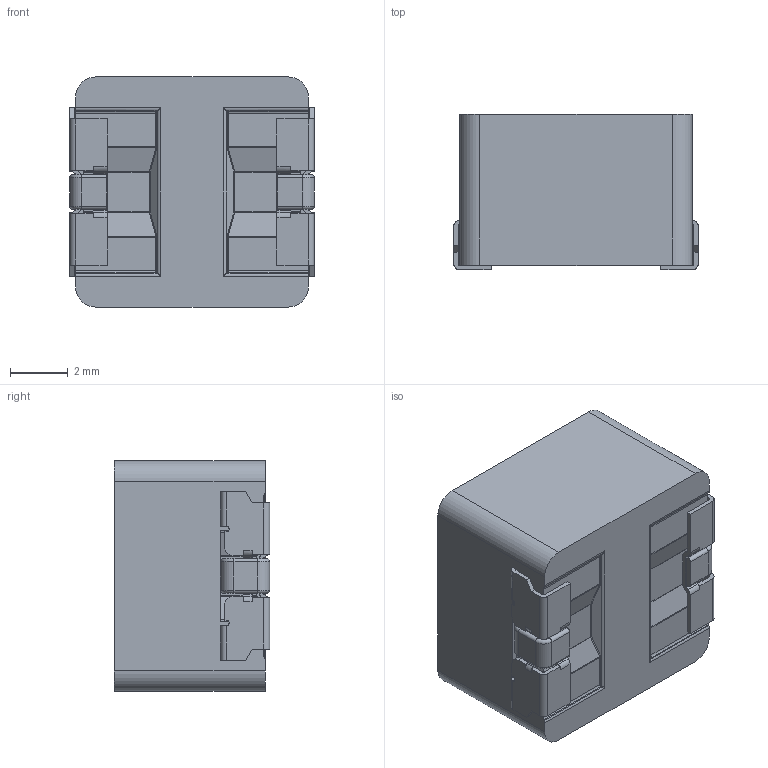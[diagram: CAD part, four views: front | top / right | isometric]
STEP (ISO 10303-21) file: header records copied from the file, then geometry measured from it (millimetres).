
FILE_DESCRIPTION (( 'STEP AP214' ), '1' );
FILE_NAME ('ETQP5M2R5YSK.STEP', '2019-05-14T08:20:01', ( '全社標準PC（ver1803）' ), ( 'パナソニック株式会社' ), 'SwSTEP 2.0', 'SolidWorks 2017', '' );
FILE_SCHEMA (( 'AUTOMOTIVE_DESIGN' ));
Length unit declared in the file: millimetre
Products named in the file (1): ETQP5M2R5YSK
Bounding box: 8.5 x 5.4 x 8 mm (x, y, z)
Volume: 335.9 mm3; surface area: 355.9 mm2
Topology: 1 solids, 1 shells, 283 faces, 784 edges, 484 vertices
Faces by surface type: plane 137, cylinder 116, bspline 16, torus 8, sphere 4, cone 2
Entity records: 12177 total; most frequent: CARTESIAN_POINT 1864, ORIENTED_EDGE 1552, DIRECTION 1492, EDGE_CURVE 776, VECTOR 500, LINE 500, AXIS2_PLACEMENT_3D 496, VERTEX_POINT 484
